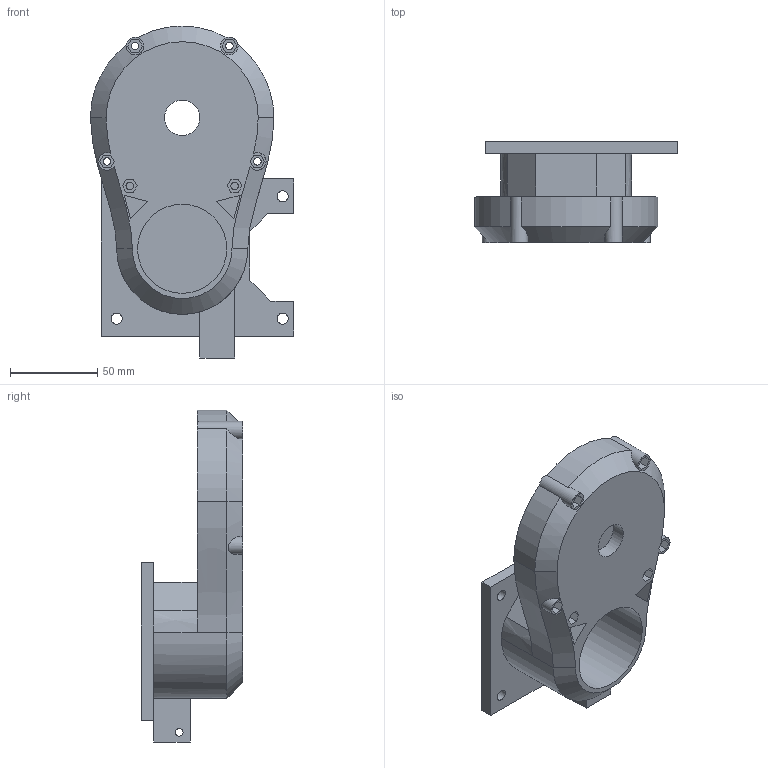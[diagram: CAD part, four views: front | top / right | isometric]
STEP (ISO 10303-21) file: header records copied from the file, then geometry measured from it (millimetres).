
FILE_DESCRIPTION(('FreeCAD Model'),'2;1');
FILE_NAME('Open CASCADE Shape Model','2025-11-16T22:21:56',(''),(''), 'Open CASCADE STEP processor 7.8','FreeCAD','Unknown');
FILE_SCHEMA(('AUTOMOTIVE_DESIGN { 1 0 10303 214 1 1 1 1 }'));
Length unit declared in the file: millimetre
Products named in the file (1): AzHousing
Bounding box: 116.25 x 58 x 190 mm (x, y, z)
Volume: 304879 mm3; surface area: 76026.4 mm2
Topology: 1 solids, 1 shells, 501 faces, 1452 edges, 966 vertices
Faces by surface type: cylinder 222, extrusion 196, plane 79, cone 2, bspline 2
Full cylindrical faces by diameter (mm): 4.3 x7, 6.4 x4, 10 x2, 20.21 x1, 25 x1, 35 x1, 50 x1, 51 x1, 60 x1, 65.3 x1
Entity records: 18285 total; most frequent: CARTESIAN_POINT 5374, ORIENTED_EDGE 2904, DIRECTION 2290, EDGE_CURVE 1452, VERTEX_POINT 966, VECTOR 788, AXIS2_PLACEMENT_3D 751, B_SPLINE_CURVE_WITH_KNOTS 609
